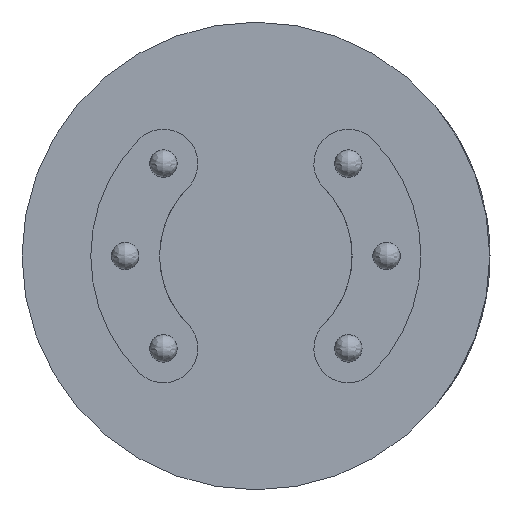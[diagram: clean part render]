
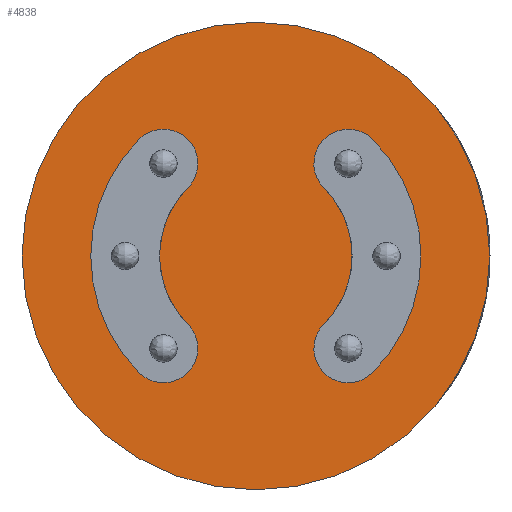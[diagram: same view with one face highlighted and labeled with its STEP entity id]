
A CAD part, front view. The second image highlights one B-rep face of the part: STEP entity #4838.
In plain terms, the highlighted planar face has unit normal (0, -1, 0).
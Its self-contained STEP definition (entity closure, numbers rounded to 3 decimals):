
#48 = EDGE_CURVE ( 'NONE', #748, #4241, #5784, .T. ) ;
#51 = VERTEX_POINT ( 'NONE', #4459 ) ;
#145 = CARTESIAN_POINT ( 'NONE',  ( 2.458, 0., -2.491 ) ) ;
#263 = EDGE_LOOP ( 'NONE', ( #2414, #2218, #5242, #953, #2070, #4605, #1215 ) ) ;
#283 = AXIS2_PLACEMENT_3D ( 'NONE', #676, #776, #2790 ) ;
#305 = DIRECTION ( 'NONE',  ( 0., -1., 0. ) ) ;
#314 = ORIENTED_EDGE ( 'NONE', *, *, #2211, .F. ) ;
#379 = DIRECTION ( 'NONE',  ( 0., 1., 0. ) ) ;
#400 = EDGE_CURVE ( 'NONE', #5055, #2423, #459, .T. ) ;
#434 = DIRECTION ( 'NONE',  ( 0., 1., 0. ) ) ;
#457 = DIRECTION ( 'NONE',  ( 0., -1., 0. ) ) ;
#459 = CIRCLE ( 'NONE', #4611, 1.25 ) ;
#493 = VERTEX_POINT ( 'NONE', #145 ) ;
#594 = CIRCLE ( 'NONE', #1434, 1.25 ) ;
#617 = EDGE_CURVE ( 'NONE', #4241, #5055, #995, .T. ) ;
#676 = CARTESIAN_POINT ( 'NONE',  ( -3.359, 0., 3.359 ) ) ;
#695 = CIRCLE ( 'NONE', #1768, 1.25 ) ;
#748 = VERTEX_POINT ( 'NONE', #6300 ) ;
#776 = DIRECTION ( 'NONE',  ( 0., 1., 0. ) ) ;
#795 = EDGE_CURVE ( 'NONE', #3936, #3314, #3039, .T. ) ;
#824 = AXIS2_PLACEMENT_3D ( 'NONE', #4192, #4717, #5090 ) ;
#921 = EDGE_CURVE ( 'NONE', #5413, #6324, #1747, .T. ) ;
#953 = ORIENTED_EDGE ( 'NONE', *, *, #48, .F. ) ;
#963 = CARTESIAN_POINT ( 'NONE',  ( 0., 0., 8.5 ) ) ;
#964 = CARTESIAN_POINT ( 'NONE',  ( -3.359, 0., -3.359 ) ) ;
#995 = CIRCLE ( 'NONE', #3147, 6. ) ;
#999 = DIRECTION ( 'NONE',  ( 0., 0., -1. ) ) ;
#1015 = EDGE_CURVE ( 'NONE', #5364, #2110, #5986, .T. ) ;
#1031 = FACE_BOUND ( 'NONE', #1472, .T. ) ;
#1113 = EDGE_CURVE ( 'NONE', #51, #3936, #3671, .T. ) ;
#1215 = ORIENTED_EDGE ( 'NONE', *, *, #5732, .F. ) ;
#1242 = CIRCLE ( 'NONE', #283, 1.25 ) ;
#1426 = CARTESIAN_POINT ( 'NONE',  ( -2.491, 0., 2.458 ) ) ;
#1434 = AXIS2_PLACEMENT_3D ( 'NONE', #5525, #2878, #2401 ) ;
#1448 = DIRECTION ( 'NONE',  ( 0., 0., -1. ) ) ;
#1472 = EDGE_LOOP ( 'NONE', ( #5794, #4416, #3369, #2511, #3530, #2136, #314 ) ) ;
#1522 = DIRECTION ( 'NONE',  ( 0., 0., 1. ) ) ;
#1653 = CIRCLE ( 'NONE', #4829, 1.25 ) ;
#1747 = CIRCLE ( 'NONE', #5246, 8.5 ) ;
#1768 = AXIS2_PLACEMENT_3D ( 'NONE', #6107, #6470, #2481 ) ;
#1914 = DIRECTION ( 'NONE',  ( 0., 0., 1. ) ) ;
#1937 = EDGE_LOOP ( 'NONE', ( #6152, #3194 ) ) ;
#1963 = DIRECTION ( 'NONE',  ( 0., 0., -1. ) ) ;
#1972 = VERTEX_POINT ( 'NONE', #4006 ) ;
#2070 = ORIENTED_EDGE ( 'NONE', *, *, #2486, .F. ) ;
#2081 = DIRECTION ( 'NONE',  ( 0., -1., 0. ) ) ;
#2110 = VERTEX_POINT ( 'NONE', #1426 ) ;
#2136 = ORIENTED_EDGE ( 'NONE', *, *, #1113, .F. ) ;
#2209 = VERTEX_POINT ( 'NONE', #3010 ) ;
#2211 = EDGE_CURVE ( 'NONE', #6535, #51, #1653, .T. ) ;
#2218 = ORIENTED_EDGE ( 'NONE', *, *, #400, .F. ) ;
#2304 = AXIS2_PLACEMENT_3D ( 'NONE', #964, #305, #2335 ) ;
#2335 = DIRECTION ( 'NONE',  ( 0., 0., -1. ) ) ;
#2346 = CARTESIAN_POINT ( 'NONE',  ( -4.221, 0., -4.264 ) ) ;
#2401 = DIRECTION ( 'NONE',  ( 0., 0., 1. ) ) ;
#2414 = ORIENTED_EDGE ( 'NONE', *, *, #5860, .T. ) ;
#2416 = CIRCLE ( 'NONE', #4127, 1.25 ) ;
#2423 = VERTEX_POINT ( 'NONE', #3325 ) ;
#2455 = CARTESIAN_POINT ( 'NONE',  ( 3.359, 0., 3.359 ) ) ;
#2481 = DIRECTION ( 'NONE',  ( 0., 0., -1. ) ) ;
#2486 = EDGE_CURVE ( 'NONE', #493, #748, #695, .T. ) ;
#2493 = DIRECTION ( 'NONE',  ( 0., 0., -1. ) ) ;
#2511 = ORIENTED_EDGE ( 'NONE', *, *, #4749, .F. ) ;
#2568 = FACE_BOUND ( 'NONE', #263, .T. ) ;
#2602 = DIRECTION ( 'NONE',  ( 0., 0., 1. ) ) ;
#2790 = DIRECTION ( 'NONE',  ( 0., 0., 1. ) ) ;
#2878 = DIRECTION ( 'NONE',  ( 0., 1., 0. ) ) ;
#3010 = CARTESIAN_POINT ( 'NONE',  ( -2.458, 0., -2.491 ) ) ;
#3039 = CIRCLE ( 'NONE', #4500, 1.25 ) ;
#3087 = PLANE ( 'NONE',  #5601 ) ;
#3116 = EDGE_CURVE ( 'NONE', #6324, #5413, #5592, .T. ) ;
#3146 = AXIS2_PLACEMENT_3D ( 'NONE', #3532, #2081, #999 ) ;
#3147 = AXIS2_PLACEMENT_3D ( 'NONE', #5005, #3944, #1448 ) ;
#3194 = ORIENTED_EDGE ( 'NONE', *, *, #3116, .F. ) ;
#3314 = VERTEX_POINT ( 'NONE', #3959 ) ;
#3325 = CARTESIAN_POINT ( 'NONE',  ( 2.458, 0., 2.491 ) ) ;
#3347 = CARTESIAN_POINT ( 'NONE',  ( -3.359, 0., -3.359 ) ) ;
#3369 = ORIENTED_EDGE ( 'NONE', *, *, #3613, .T. ) ;
#3530 = ORIENTED_EDGE ( 'NONE', *, *, #795, .F. ) ;
#3532 = CARTESIAN_POINT ( 'NONE',  ( 0., 0., 0. ) ) ;
#3572 = AXIS2_PLACEMENT_3D ( 'NONE', #3941, #379, #1914 ) ;
#3613 = EDGE_CURVE ( 'NONE', #5364, #2209, #594, .T. ) ;
#3671 = CIRCLE ( 'NONE', #3146, 6. ) ;
#3706 = CARTESIAN_POINT ( 'NONE',  ( 0., 0., -8.5 ) ) ;
#3936 = VERTEX_POINT ( 'NONE', #2346 ) ;
#3941 = CARTESIAN_POINT ( 'NONE',  ( 0., 0., 0. ) ) ;
#3944 = DIRECTION ( 'NONE',  ( 0., -1., 0. ) ) ;
#3959 = CARTESIAN_POINT ( 'NONE',  ( -3.359, 0., -4.609 ) ) ;
#4006 = CARTESIAN_POINT ( 'NONE',  ( 2.491, 0., 2.458 ) ) ;
#4033 = CARTESIAN_POINT ( 'NONE',  ( 0., 0., 0. ) ) ;
#4051 = DIRECTION ( 'NONE',  ( 0., 1., 0. ) ) ;
#4074 = CARTESIAN_POINT ( 'NONE',  ( 0., 0., 0. ) ) ;
#4127 = AXIS2_PLACEMENT_3D ( 'NONE', #4789, #4879, #6404 ) ;
#4192 = CARTESIAN_POINT ( 'NONE',  ( 3.359, 0., 3.359 ) ) ;
#4241 = VERTEX_POINT ( 'NONE', #6361 ) ;
#4249 = EDGE_CURVE ( 'NONE', #6535, #2110, #1242, .T. ) ;
#4416 = ORIENTED_EDGE ( 'NONE', *, *, #1015, .F. ) ;
#4459 = CARTESIAN_POINT ( 'NONE',  ( -4.221, 0., 4.264 ) ) ;
#4500 = AXIS2_PLACEMENT_3D ( 'NONE', #3347, #5301, #4808 ) ;
#4605 = ORIENTED_EDGE ( 'NONE', *, *, #5586, .T. ) ;
#4611 = AXIS2_PLACEMENT_3D ( 'NONE', #2455, #5401, #1963 ) ;
#4634 = CARTESIAN_POINT ( 'NONE',  ( 2.491, 0., -2.458 ) ) ;
#4717 = DIRECTION ( 'NONE',  ( 0., 1., 0. ) ) ;
#4749 = EDGE_CURVE ( 'NONE', #3314, #2209, #5174, .T. ) ;
#4760 = CIRCLE ( 'NONE', #5491, 3.5 ) ;
#4781 = CARTESIAN_POINT ( 'NONE',  ( 4.221, 0., 4.264 ) ) ;
#4789 = CARTESIAN_POINT ( 'NONE',  ( 3.359, 0., -3.359 ) ) ;
#4808 = DIRECTION ( 'NONE',  ( 0., 0., -1. ) ) ;
#4829 = AXIS2_PLACEMENT_3D ( 'NONE', #5018, #457, #2493 ) ;
#4838 = ADVANCED_FACE ( 'NONE', ( #1031, #2568, #5126 ), #3087, .F. ) ;
#4879 = DIRECTION ( 'NONE',  ( 0., 1., 0. ) ) ;
#5005 = CARTESIAN_POINT ( 'NONE',  ( 0., 0., 0. ) ) ;
#5018 = CARTESIAN_POINT ( 'NONE',  ( -3.359, 0., 3.359 ) ) ;
#5055 = VERTEX_POINT ( 'NONE', #4781 ) ;
#5063 = CARTESIAN_POINT ( 'NONE',  ( 3.359, 0., -3.359 ) ) ;
#5090 = DIRECTION ( 'NONE',  ( 0., 0., 1. ) ) ;
#5096 = CARTESIAN_POINT ( 'NONE',  ( 0., 0., 0. ) ) ;
#5126 = FACE_OUTER_BOUND ( 'NONE', #1937, .T. ) ;
#5174 = CIRCLE ( 'NONE', #2304, 1.25 ) ;
#5206 = CARTESIAN_POINT ( 'NONE',  ( -2.458, 0., 2.491 ) ) ;
#5207 = VERTEX_POINT ( 'NONE', #4634 ) ;
#5242 = ORIENTED_EDGE ( 'NONE', *, *, #617, .F. ) ;
#5246 = AXIS2_PLACEMENT_3D ( 'NONE', #4074, #6137, #5675 ) ;
#5301 = DIRECTION ( 'NONE',  ( 0., -1., 0. ) ) ;
#5364 = VERTEX_POINT ( 'NONE', #5477 ) ;
#5401 = DIRECTION ( 'NONE',  ( 0., -1., 0. ) ) ;
#5413 = VERTEX_POINT ( 'NONE', #963 ) ;
#5441 = DIRECTION ( 'NONE',  ( 0., 0., -1. ) ) ;
#5477 = CARTESIAN_POINT ( 'NONE',  ( -2.491, 0., -2.458 ) ) ;
#5491 = AXIS2_PLACEMENT_3D ( 'NONE', #5547, #4051, #1522 ) ;
#5525 = CARTESIAN_POINT ( 'NONE',  ( -3.359, 0., -3.359 ) ) ;
#5547 = CARTESIAN_POINT ( 'NONE',  ( 0., 0., 0. ) ) ;
#5586 = EDGE_CURVE ( 'NONE', #493, #5207, #2416, .T. ) ;
#5592 = CIRCLE ( 'NONE', #3572, 8.5 ) ;
#5601 = AXIS2_PLACEMENT_3D ( 'NONE', #5096, #6122, #2602 ) ;
#5675 = DIRECTION ( 'NONE',  ( 0., 0., 1. ) ) ;
#5732 = EDGE_CURVE ( 'NONE', #1972, #5207, #4760, .T. ) ;
#5784 = CIRCLE ( 'NONE', #6308, 1.25 ) ;
#5794 = ORIENTED_EDGE ( 'NONE', *, *, #4249, .T. ) ;
#5860 = EDGE_CURVE ( 'NONE', #1972, #2423, #6568, .T. ) ;
#5980 = AXIS2_PLACEMENT_3D ( 'NONE', #4033, #434, #6023 ) ;
#5986 = CIRCLE ( 'NONE', #5980, 3.5 ) ;
#6023 = DIRECTION ( 'NONE',  ( 0., 0., -1. ) ) ;
#6107 = CARTESIAN_POINT ( 'NONE',  ( 3.359, 0., -3.359 ) ) ;
#6122 = DIRECTION ( 'NONE',  ( 0., 1., 0. ) ) ;
#6137 = DIRECTION ( 'NONE',  ( 0., 1., 0. ) ) ;
#6152 = ORIENTED_EDGE ( 'NONE', *, *, #921, .F. ) ;
#6300 = CARTESIAN_POINT ( 'NONE',  ( 3.359, 0., -4.609 ) ) ;
#6308 = AXIS2_PLACEMENT_3D ( 'NONE', #5063, #6564, #5441 ) ;
#6324 = VERTEX_POINT ( 'NONE', #3706 ) ;
#6361 = CARTESIAN_POINT ( 'NONE',  ( 4.221, 0., -4.264 ) ) ;
#6404 = DIRECTION ( 'NONE',  ( 0., 0., 1. ) ) ;
#6470 = DIRECTION ( 'NONE',  ( 0., -1., 0. ) ) ;
#6535 = VERTEX_POINT ( 'NONE', #5206 ) ;
#6564 = DIRECTION ( 'NONE',  ( 0., -1., 0. ) ) ;
#6568 = CIRCLE ( 'NONE', #824, 1.25 ) ;
